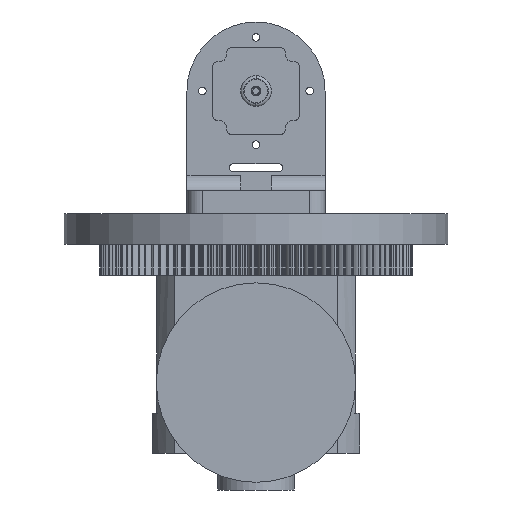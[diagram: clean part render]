
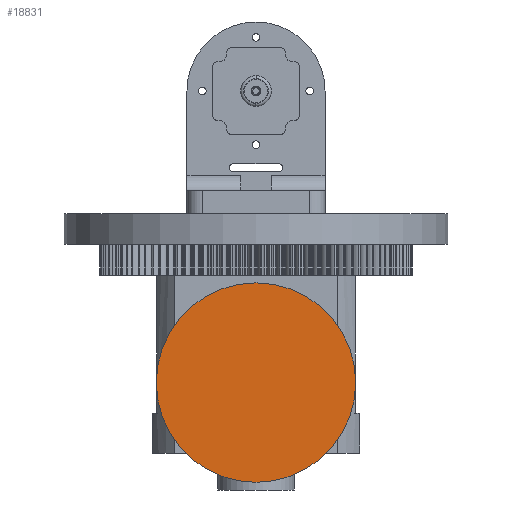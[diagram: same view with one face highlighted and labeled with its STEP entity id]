
A CAD part, front view. The second image highlights one B-rep face of the part: STEP entity #18831.
In plain terms, the highlighted face is planar.
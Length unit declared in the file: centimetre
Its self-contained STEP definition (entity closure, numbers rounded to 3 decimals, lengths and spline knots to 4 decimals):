
#1876 = DIRECTION ( 'NONE',  ( 0., -1., 0. ) ) ;
#3780 = CARTESIAN_POINT ( 'NONE',  ( 0., 0.5, -6.5 ) ) ;
#4933 = CARTESIAN_POINT ( 'NONE',  ( 0., 0.5, 0. ) ) ;
#6774 = AXIS2_PLACEMENT_3D ( 'NONE', #10353, #12715, #18812 ) ;
#7134 = AXIS2_PLACEMENT_3D ( 'NONE', #4933, #1876, #26268 ) ;
#7875 = AXIS2_PLACEMENT_3D ( 'NONE', #10246, #8231, #32961 ) ;
#8231 = DIRECTION ( 'NONE',  ( 0., 1., 0. ) ) ;
#9587 = EDGE_CURVE ( 'NONE', #15834, #31384, #33638, .T. ) ;
#10246 = CARTESIAN_POINT ( 'NONE',  ( 0., 0.5, 0. ) ) ;
#10353 = CARTESIAN_POINT ( 'NONE',  ( 0., 0.5, 0. ) ) ;
#11362 = CIRCLE ( 'NONE', #6774, 6.5 ) ;
#12488 = CARTESIAN_POINT ( 'NONE',  ( 0., 0.5, 6.5 ) ) ;
#12715 = DIRECTION ( 'NONE',  ( 0., -1., 0. ) ) ;
#12726 = ORIENTED_EDGE ( 'NONE', *, *, #9587, .F. ) ;
#15346 = EDGE_CURVE ( 'NONE', #31384, #15834, #11362, .T. ) ;
#15834 = VERTEX_POINT ( 'NONE', #3780 ) ;
#18812 = DIRECTION ( 'NONE',  ( 0., 0., -1. ) ) ;
#18831 = ADVANCED_FACE ( 'NONE', ( #23968 ), #35328, .T. ) ;
#23968 = FACE_OUTER_BOUND ( 'NONE', #29083, .T. ) ;
#26268 = DIRECTION ( 'NONE',  ( 0., 0., -1. ) ) ;
#29083 = EDGE_LOOP ( 'NONE', ( #34414, #12726 ) ) ;
#31384 = VERTEX_POINT ( 'NONE', #12488 ) ;
#32961 = DIRECTION ( 'NONE',  ( 0., 0., 1. ) ) ;
#33638 = CIRCLE ( 'NONE', #7134, 6.5 ) ;
#34414 = ORIENTED_EDGE ( 'NONE', *, *, #15346, .F. ) ;
#35328 = PLANE ( 'NONE',  #7875 ) ;
